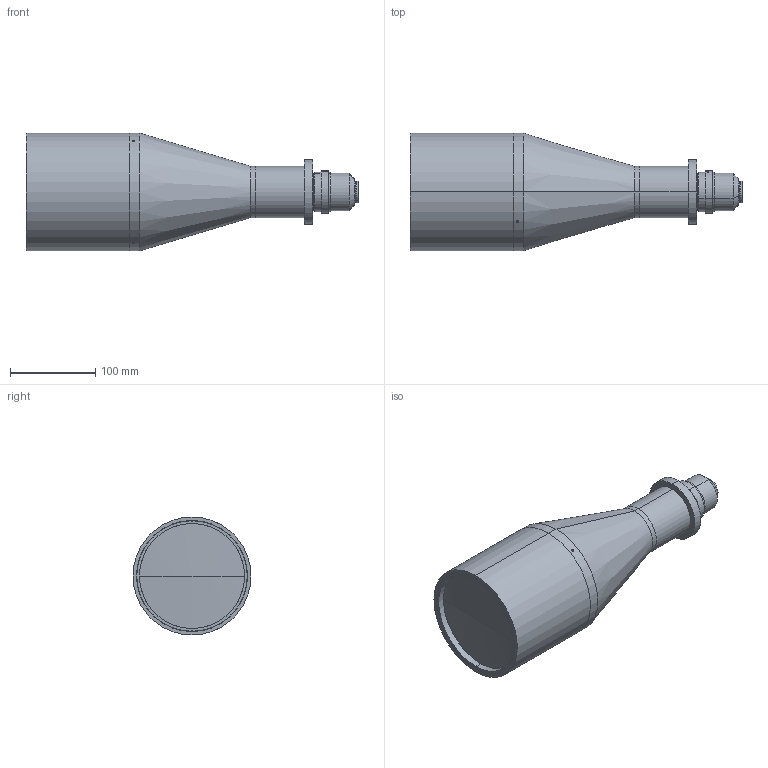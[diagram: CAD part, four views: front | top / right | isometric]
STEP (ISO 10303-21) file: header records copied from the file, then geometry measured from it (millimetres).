
FILE_DESCRIPTION (( 'STEP AP203' ), '1' );
FILE_NAME ('S5LPJ1565_02.STEP', '2013-12-19T11:11:43', ( 'poweredge' ), ( 'Hewlett-Packard Company' ), 'SwSTEP 2.0', 'SolidWorks 2013', '' );
FILE_SCHEMA (( 'CONFIG_CONTROL_DESIGN' ));
Length unit declared in the file: millimetre
Products named in the file (1): S5LPJ1565_02
Bounding box: 388.5 x 138 x 138 mm (x, y, z)
Surface area: 157272.5 mm2 (no closed solid volume)
Topology: 0 solids, 15 shells, 90 faces, 246 edges, 171 vertices
Faces by surface type: cylinder 40, plane 34, cone 8, torus 6, sphere 2
Entity records: 3181 total; most frequent: CARTESIAN_POINT 774, DIRECTION 534, ORIENTED_EDGE 392, EDGE_CURVE 246, AXIS2_PLACEMENT_3D 211, VERTEX_POINT 171, CIRCLE 120, LINE 112
